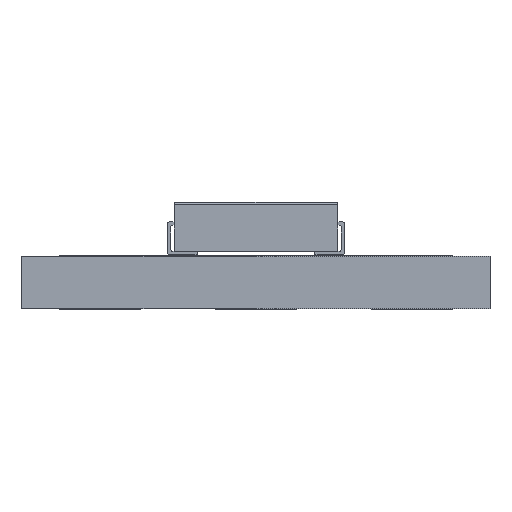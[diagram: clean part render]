
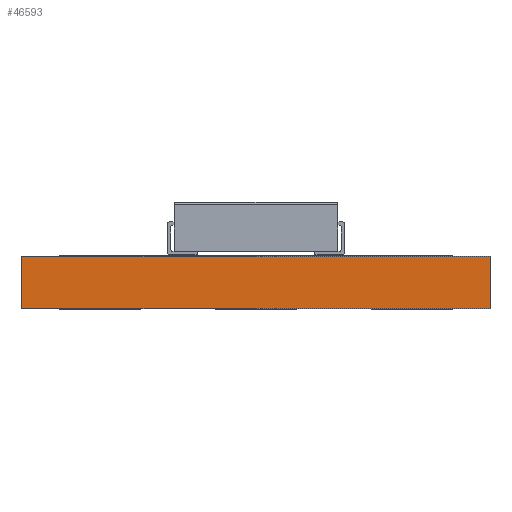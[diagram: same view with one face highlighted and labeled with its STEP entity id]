
A CAD part, front view. The second image highlights one B-rep face of the part: STEP entity #46593.
In plain terms, the highlighted planar face has unit normal (0, -1, 0).
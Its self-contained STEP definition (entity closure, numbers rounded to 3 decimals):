
#46593 = ADVANCED_FACE('',(#46594),#46628,.T.);
#46594 = FACE_BOUND('',#46595,.T.);
#46595 = EDGE_LOOP('',(#46596,#46606,#46614,#46622));
#46596 = ORIENTED_EDGE('',*,*,#46597,.T.);
#46597 = EDGE_CURVE('',#46598,#46600,#46602,.T.);
#46598 = VERTEX_POINT('',#46599);
#46599 = CARTESIAN_POINT('',(7.144,-46.791,0.));
#46600 = VERTEX_POINT('',#46601);
#46601 = CARTESIAN_POINT('',(7.144,-46.791,1.6));
#46602 = LINE('',#46603,#46604);
#46603 = CARTESIAN_POINT('',(7.144,-46.791,0.));
#46604 = VECTOR('',#46605,1.);
#46605 = DIRECTION('',(0.,0.,1.));
#46606 = ORIENTED_EDGE('',*,*,#46607,.T.);
#46607 = EDGE_CURVE('',#46600,#46608,#46610,.T.);
#46608 = VERTEX_POINT('',#46609);
#46609 = CARTESIAN_POINT('',(-7.144,-46.791,1.6));
#46610 = LINE('',#46611,#46612);
#46611 = CARTESIAN_POINT('',(7.144,-46.791,1.6));
#46612 = VECTOR('',#46613,1.);
#46613 = DIRECTION('',(-1.,0.,0.));
#46614 = ORIENTED_EDGE('',*,*,#46615,.F.);
#46615 = EDGE_CURVE('',#46616,#46608,#46618,.T.);
#46616 = VERTEX_POINT('',#46617);
#46617 = CARTESIAN_POINT('',(-7.144,-46.791,0.));
#46618 = LINE('',#46619,#46620);
#46619 = CARTESIAN_POINT('',(-7.144,-46.791,0.));
#46620 = VECTOR('',#46621,1.);
#46621 = DIRECTION('',(0.,0.,1.));
#46622 = ORIENTED_EDGE('',*,*,#46623,.F.);
#46623 = EDGE_CURVE('',#46598,#46616,#46624,.T.);
#46624 = LINE('',#46625,#46626);
#46625 = CARTESIAN_POINT('',(7.144,-46.791,0.));
#46626 = VECTOR('',#46627,1.);
#46627 = DIRECTION('',(-1.,0.,0.));
#46628 = PLANE('',#46629);
#46629 = AXIS2_PLACEMENT_3D('',#46630,#46631,#46632);
#46630 = CARTESIAN_POINT('',(7.144,-46.791,0.));
#46631 = DIRECTION('',(0.,-1.,0.));
#46632 = DIRECTION('',(-1.,0.,0.));
